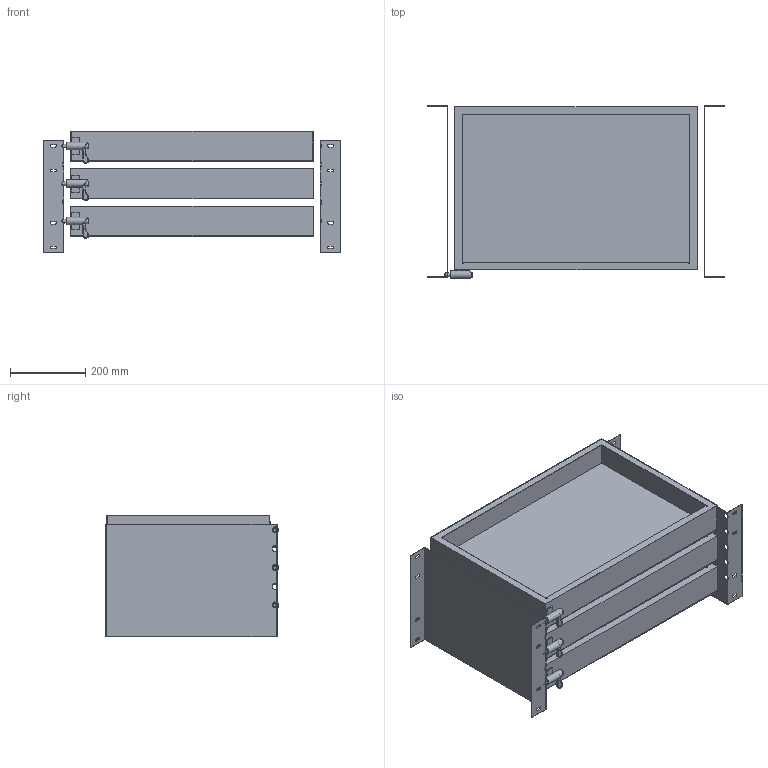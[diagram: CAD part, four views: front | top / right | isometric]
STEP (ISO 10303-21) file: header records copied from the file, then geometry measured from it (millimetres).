
FILE_DESCRIPTION(/* description */ (''),/* implementation_level */ '2;1');
FILE_NAME(/* name */ '423-733_Schubladen-Einbausatz_3x800.stp',/* time_stamp */ '2019-01-30T08:48:44+01:00',/* author */ ('lang1ph'),/* organization */ (''),/* preprocessor_version */ 'ST-DEVELOPER v17.2',/* originating_system */ 'Autodesk Inventor 2019',/* authorisation */ '');
FILE_SCHEMA (('AUTOMOTIVE_DESIGN { 1 0 10303 214 3 1 1 }'));
Length unit declared in the file: millimetre
Products named in the file (1): 423-733_Schubladen-Einbausatz_3x800_Shrinkwrap_1
Bounding box: 793.6 x 461 x 324.5 mm (x, y, z)
Surface area: 3196389 mm2 (no closed solid volume)
Topology: 0 solids, 23 shells, 308 faces, 932 edges, 642 vertices
Faces by surface type: plane 200, cylinder 73, bspline 20, cone 15
Full cylindrical faces by diameter (mm): 10 x3, 13 x3, 20 x3
Entity records: 11840 total; most frequent: CARTESIAN_POINT 3221, ORIENTED_EDGE 1762, DIRECTION 1600, EDGE_CURVE 932, LINE 658, VECTOR 658, VERTEX_POINT 642, AXIS2_PLACEMENT_3D 471
